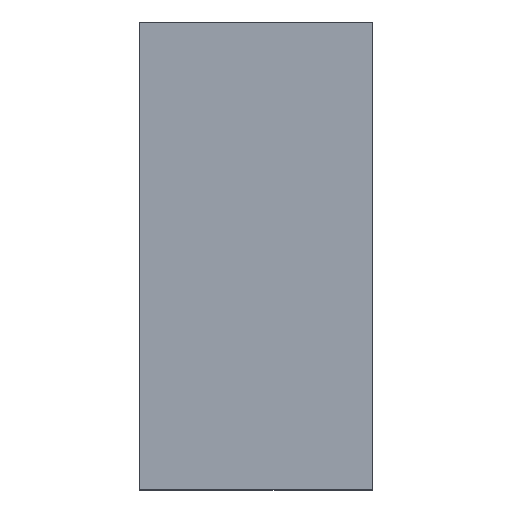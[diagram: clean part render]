
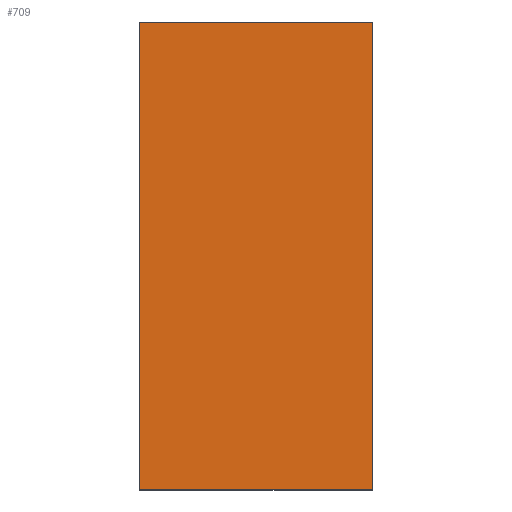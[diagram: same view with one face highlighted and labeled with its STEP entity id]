
A CAD part, top view. The second image highlights one B-rep face of the part: STEP entity #709.
In plain terms, the highlighted planar face has unit normal (0, 0, 1).
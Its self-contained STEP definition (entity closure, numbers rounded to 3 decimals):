
#709 = ADVANCED_FACE( '', ( #1260 ), #1261, .T. );
#1260 = FACE_OUTER_BOUND( '', #1824, .T. );
#1261 = PLANE( '', #1825 );
#1824 = EDGE_LOOP( '', ( #2680, #2681, #2682, #2683 ) );
#1825 = AXIS2_PLACEMENT_3D( '', #2684, #2685, #2686 );
#2680 = ORIENTED_EDGE( '', *, *, #3861, .T. );
#2681 = ORIENTED_EDGE( '', *, *, #4056, .T. );
#2682 = ORIENTED_EDGE( '', *, *, #3920, .T. );
#2683 = ORIENTED_EDGE( '', *, *, #4057, .T. );
#2684 = CARTESIAN_POINT( '', ( 0., 0., 0.06 ) );
#2685 = DIRECTION( '', ( 0., 0., 1. ) );
#2686 = DIRECTION( '', ( 1., 0., 0. ) );
#3861 = EDGE_CURVE( '', #4532, #4530, #4533, .T. );
#3920 = EDGE_CURVE( '', #4631, #4629, #4632, .T. );
#4056 = EDGE_CURVE( '', #4530, #4631, #4852, .T. );
#4057 = EDGE_CURVE( '', #4629, #4532, #4853, .T. );
#4530 = VERTEX_POINT( '', #5482 );
#4532 = VERTEX_POINT( '', #5485 );
#4533 = LINE( '', #5486, #5487 );
#4629 = VERTEX_POINT( '', #5627 );
#4631 = VERTEX_POINT( '', #5630 );
#4632 = LINE( '', #5631, #5632 );
#4852 = LINE( '', #5940, #5941 );
#4853 = LINE( '', #5942, #5943 );
#5482 = CARTESIAN_POINT( '', ( -0.4, -0.8, 0.06 ) );
#5485 = CARTESIAN_POINT( '', ( -0.4, 0.8, 0.06 ) );
#5486 = CARTESIAN_POINT( '', ( -0.4, 0.8, 0.06 ) );
#5487 = VECTOR( '', #6637, 1000. );
#5627 = CARTESIAN_POINT( '', ( 0.4, 0.8, 0.06 ) );
#5630 = CARTESIAN_POINT( '', ( 0.4, -0.8, 0.06 ) );
#5631 = CARTESIAN_POINT( '', ( 0.4, -0.8, 0.06 ) );
#5632 = VECTOR( '', #6683, 1000. );
#5940 = CARTESIAN_POINT( '', ( -0.4, -0.8, 0.06 ) );
#5941 = VECTOR( '', #6817, 1000. );
#5942 = CARTESIAN_POINT( '', ( 0.4, 0.8, 0.06 ) );
#5943 = VECTOR( '', #6818, 1000. );
#6637 = DIRECTION( '', ( 0., -1., 0. ) );
#6683 = DIRECTION( '', ( 0., 1., 0. ) );
#6817 = DIRECTION( '', ( 1., 0., 0. ) );
#6818 = DIRECTION( '', ( -1., 0., 0. ) );
